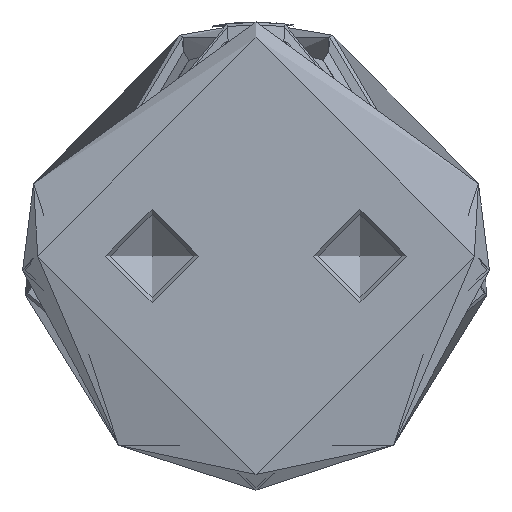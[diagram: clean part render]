
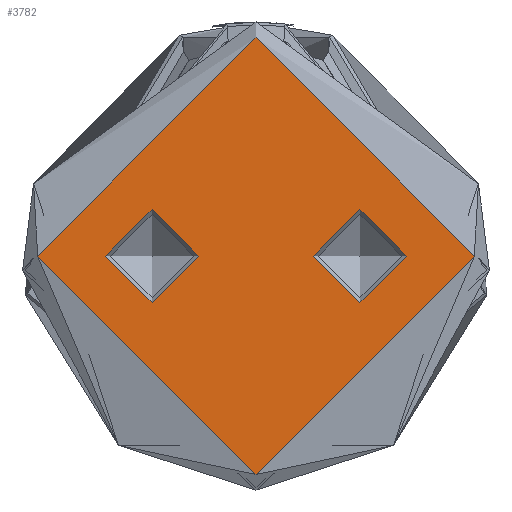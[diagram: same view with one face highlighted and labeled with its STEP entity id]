
A CAD part, front view. The second image highlights one B-rep face of the part: STEP entity #3782.
In plain terms, the highlighted face is planar.
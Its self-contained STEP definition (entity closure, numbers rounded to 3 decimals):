
#39 = AXIS2_PLACEMENT_3D ( 'NONE', #5346, #3305, #254 ) ;
#195 = AXIS2_PLACEMENT_3D ( 'NONE', #4633, #1569, #5149 ) ;
#254 = DIRECTION ( 'NONE',  ( -1., 0., 0. ) ) ;
#382 = ORIENTED_EDGE ( 'NONE', *, *, #1310, .T. ) ;
#665 = DIRECTION ( 'NONE',  ( 0., 0., 1. ) ) ;
#724 = AXIS2_PLACEMENT_3D ( 'NONE', #4100, #1030, #4611 ) ;
#928 = ORIENTED_EDGE ( 'NONE', *, *, #3007, .F. ) ;
#1030 = DIRECTION ( 'NONE',  ( 0., 0., 1. ) ) ;
#1057 = VERTEX_POINT ( 'NONE', #4961 ) ;
#1310 = EDGE_CURVE ( 'NONE', #2739, #2739, #4878, .T. ) ;
#1569 = DIRECTION ( 'NONE',  ( 0., 0., -1. ) ) ;
#1800 = FACE_OUTER_BOUND ( 'NONE', #3677, .T. ) ;
#2250 = ORIENTED_EDGE ( 'NONE', *, *, #3484, .T. ) ;
#2258 = VERTEX_POINT ( 'NONE', #5967 ) ;
#2455 = CIRCLE ( 'NONE', #3151, 4.5 ) ;
#2739 = VERTEX_POINT ( 'NONE', #5442 ) ;
#2792 = PLANE ( 'NONE',  #39 ) ;
#3007 = EDGE_CURVE ( 'NONE', #1057, #1057, #2455, .T. ) ;
#3052 = EDGE_LOOP ( 'NONE', ( #928 ) ) ;
#3151 = AXIS2_PLACEMENT_3D ( 'NONE', #3723, #665, #4239 ) ;
#3168 = FACE_BOUND ( 'NONE', #3052, .T. ) ;
#3305 = DIRECTION ( 'NONE',  ( 0., 0., -1. ) ) ;
#3484 = EDGE_CURVE ( 'NONE', #2258, #2258, #4853, .T. ) ;
#3677 = EDGE_LOOP ( 'NONE', ( #2250 ) ) ;
#3723 = CARTESIAN_POINT ( 'NONE',  ( 0., 10., 0. ) ) ;
#3782 = ADVANCED_FACE ( 'NONE', ( #3168, #1800, #5872 ), #2792, .F. ) ;
#4100 = CARTESIAN_POINT ( 'NONE',  ( 0., 0., 0. ) ) ;
#4239 = DIRECTION ( 'NONE',  ( 1., 0., 0. ) ) ;
#4353 = EDGE_LOOP ( 'NONE', ( #382 ) ) ;
#4611 = DIRECTION ( 'NONE',  ( 1., 0., 0. ) ) ;
#4633 = CARTESIAN_POINT ( 'NONE',  ( 0., -10., 0. ) ) ;
#4853 = CIRCLE ( 'NONE', #724, 21. ) ;
#4878 = CIRCLE ( 'NONE', #195, 4.5 ) ;
#4961 = CARTESIAN_POINT ( 'NONE',  ( 4.5, 10., 0. ) ) ;
#5149 = DIRECTION ( 'NONE',  ( 1., 0., 0. ) ) ;
#5346 = CARTESIAN_POINT ( 'NONE',  ( 0., 0., 0. ) ) ;
#5442 = CARTESIAN_POINT ( 'NONE',  ( 4.5, -10., 0. ) ) ;
#5872 = FACE_BOUND ( 'NONE', #4353, .T. ) ;
#5967 = CARTESIAN_POINT ( 'NONE',  ( 21., 0., 0. ) ) ;
